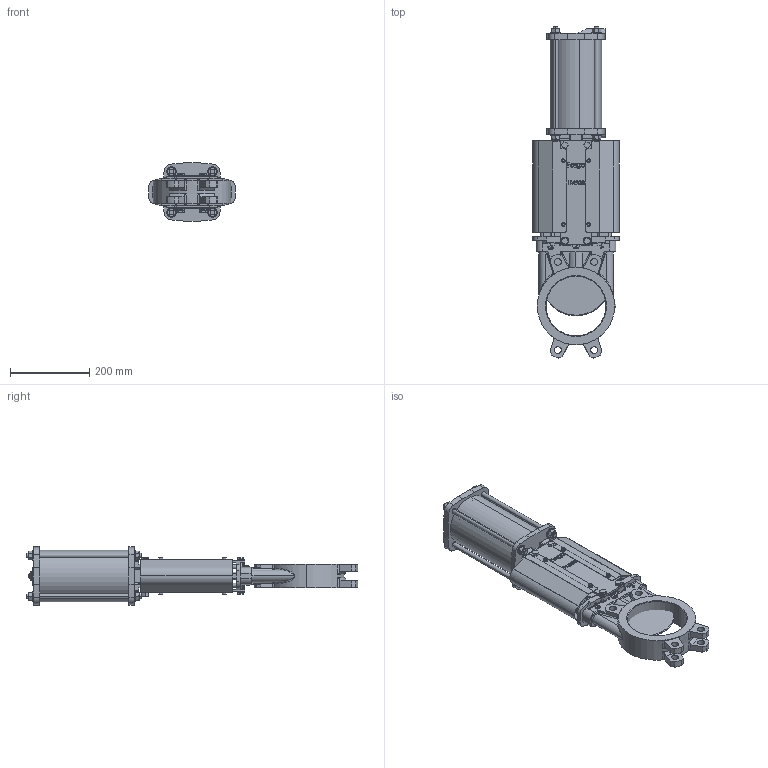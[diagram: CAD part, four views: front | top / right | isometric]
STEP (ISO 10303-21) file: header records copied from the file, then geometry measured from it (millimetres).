
FILE_DESCRIPTION (( 'STEP AP214' ), '1' );
FILE_NAME ('FM200-Plattenschieber-Stoffschieber-DN150-PN10-Doppeltwirkend-Pneumatischer-Antrieb-Fergo.STEP', '2022-09-26T10:09:45', ( '' ), ( '' ), 'SwSTEP 2.0', 'SolidWorks 2022', '' );
FILE_SCHEMA (( 'AUTOMOTIVE_DESIGN' ));
Length unit declared in the file: millimetre
Products named in the file (1): FM200-Plattenschieber-Stoffschieber-DN150-PN10-Doppeltwirkend-Pneumatischer-Antrieb-Fergo
Bounding box: 217.28 x 835.21 x 146 mm (x, y, z)
Volume: 4060195.3 mm3; surface area: 1048347.3 mm2
Topology: 69 solids, 69 shells, 2341 faces, 5942 edges, 3820 vertices
Faces by surface type: cylinder 873, plane 837, bspline 239, cone 211, torus 173, sphere 8
Entity records: 119248 total; most frequent: CARTESIAN_POINT 55875, ORIENTED_EDGE 11836, DIRECTION 9795, EDGE_CURVE 5918, VERTEX_POINT 3820, AXIS2_PLACEMENT_3D 3553, LINE 2689, VECTOR 2689
